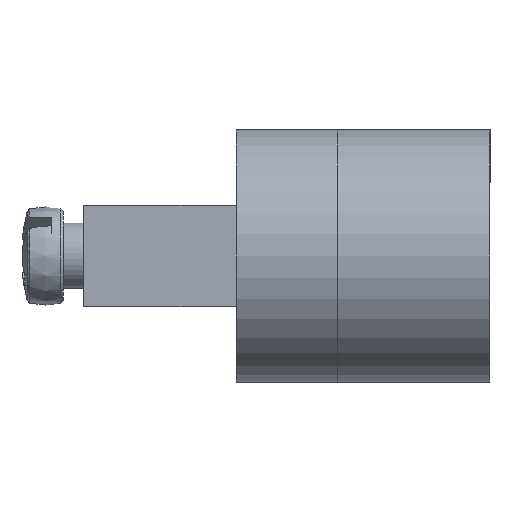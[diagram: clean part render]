
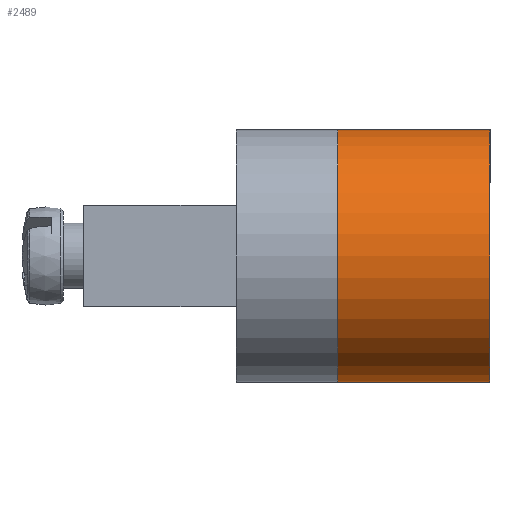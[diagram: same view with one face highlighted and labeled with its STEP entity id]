
A CAD part, left-side view. The second image highlights one B-rep face of the part: STEP entity #2489.
In plain terms, the highlighted cylindrical face has radius 7.5 mm (diameter 15 mm), a partial arc.
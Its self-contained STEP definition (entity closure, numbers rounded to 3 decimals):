
#180=LINE('',#4959,#226);
#185=LINE('',#4971,#231);
#226=VECTOR('',#3455,9.);
#231=VECTOR('',#3470,9.);
#675=CIRCLE('',#2793,7.5);
#676=CIRCLE('',#2795,7.5);
#818=FACE_OUTER_BOUND('',#1157,.T.);
#1157=EDGE_LOOP('',(#2139,#2140,#2141,#2142));
#1414=VERTEX_POINT('',#4957);
#1415=VERTEX_POINT('',#4958);
#1416=VERTEX_POINT('',#4963);
#1417=VERTEX_POINT('',#4967);
#1657=EDGE_CURVE('',#1414,#1415,#180,.T.);
#1660=EDGE_CURVE('',#1416,#1415,#675,.T.);
#1663=EDGE_CURVE('',#1414,#1417,#676,.T.);
#1664=EDGE_CURVE('',#1417,#1416,#185,.T.);
#2139=ORIENTED_EDGE('',*,*,#1663,.T.);
#2140=ORIENTED_EDGE('',*,*,#1664,.T.);
#2141=ORIENTED_EDGE('',*,*,#1660,.T.);
#2142=ORIENTED_EDGE('',*,*,#1657,.F.);
#2246=CYLINDRICAL_SURFACE('',#2797,7.5);
#2489=ADVANCED_FACE('',(#818),#2246,.T.);
#2793=AXIS2_PLACEMENT_3D('',#4964,#3460,#3461);
#2795=AXIS2_PLACEMENT_3D('',#4969,#3466,#3467);
#2797=AXIS2_PLACEMENT_3D('',#4972,#3471,#3472);
#3455=DIRECTION('',(0.,1.,0.));
#3460=DIRECTION('center_axis',(0.,-1.,0.));
#3461=DIRECTION('ref_axis',(0.,0.,
1.));
#3466=DIRECTION('center_axis',(0.,1.,0.));
#3467=DIRECTION('ref_axis',(0.,0.,1.));
#3470=DIRECTION('',(0.,1.,0.));
#3471=DIRECTION('center_axis',(0.,1.,0.));
#3472=DIRECTION('ref_axis',(0.,0.,1.));
#4957=CARTESIAN_POINT('',(7.,0.,7.5));
#4958=CARTESIAN_POINT('',(7.,9.,7.5));
#4959=CARTESIAN_POINT('',(7.,-10.607,7.5));
#4963=CARTESIAN_POINT('',(7.,9.,-7.5));
#4964=CARTESIAN_POINT('Origin',(7.,9.,0.));
#4967=CARTESIAN_POINT('',(7.,0.,-7.5));
#4969=CARTESIAN_POINT('Origin',(7.,0.,0.));
#4971=CARTESIAN_POINT('',(7.,-10.607,-7.5));
#4972=CARTESIAN_POINT('Origin',(7.,-10.607,0.));
